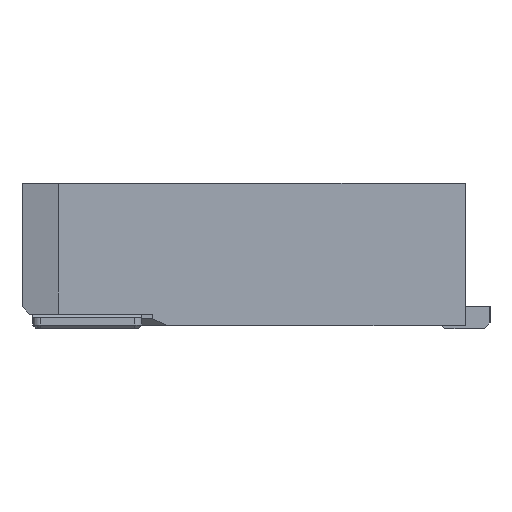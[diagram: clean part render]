
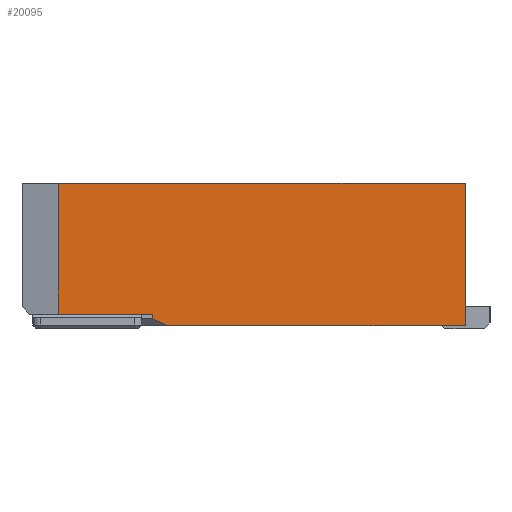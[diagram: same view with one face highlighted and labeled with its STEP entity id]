
A CAD part, left-side view. The second image highlights one B-rep face of the part: STEP entity #20095.
In plain terms, the highlighted planar face has unit normal (-1, 0, 0).
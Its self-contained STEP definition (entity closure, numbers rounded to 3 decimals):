
#41=DIRECTION('',(0.,-1.,0.));
#42=VECTOR('',#41,4.1);
#43=CARTESIAN_POINT('',(-10.875,4.1,-0.98));
#44=LINE('',#43,#42);
#241=DIRECTION('',(0.,0.,1.));
#242=VECTOR('',#241,1.96);
#243=CARTESIAN_POINT('',(-10.875,0.,-0.98));
#244=LINE('',#243,#242);
#4787=DIRECTION('',(0.,-1.,0.));
#4788=VECTOR('',#4787,5.6);
#4789=CARTESIAN_POINT('',(-10.875,5.6,0.98));
#4790=LINE('',#4789,#4788);
#5075=DIRECTION('',(0.,-1.,0.));
#5076=VECTOR('',#5075,1.3);
#5077=CARTESIAN_POINT('',(-10.875,5.6,-0.82));
#5078=LINE('',#5077,#5076);
#5079=DIRECTION('',(0.,0.,1.));
#5080=VECTOR('',#5079,1.8);
#5081=CARTESIAN_POINT('',(-10.875,5.6,-0.82));
#5082=LINE('',#5081,#5080);
#5083=DIRECTION('',(0.,-0.894,-0.447));
#5084=VECTOR('',#5083,0.224);
#5085=CARTESIAN_POINT('',(-10.875,4.3,-0.88));
#5086=LINE('',#5085,#5084);
#5087=DIRECTION('',(0.,0.,-1.));
#5088=VECTOR('',#5087,0.06);
#5089=CARTESIAN_POINT('',(-10.875,4.3,-0.82));
#5090=LINE('',#5089,#5088);
#10843=CARTESIAN_POINT('',(-10.875,5.6,0.98));
#10844=CARTESIAN_POINT('',(-10.875,0.,0.98));
#10845=VERTEX_POINT('',#10843);
#10846=VERTEX_POINT('',#10844);
#10855=CARTESIAN_POINT('',(-10.875,0.,-0.98));
#10856=VERTEX_POINT('',#10855);
#11115=CARTESIAN_POINT('',(-10.875,5.6,-0.82));
#11116=CARTESIAN_POINT('',(-10.875,4.3,-0.82));
#11117=VERTEX_POINT('',#11115);
#11118=VERTEX_POINT('',#11116);
#11119=CARTESIAN_POINT('',(-10.875,4.3,-0.88));
#11120=VERTEX_POINT('',#11119);
#11121=CARTESIAN_POINT('',(-10.875,4.1,-0.98));
#11122=VERTEX_POINT('',#11121);
#20079=CARTESIAN_POINT('',(-10.875,5.6,-0.98));
#20080=DIRECTION('',(-1.,0.,0.));
#20081=DIRECTION('',(0.,-1.,0.));
#20082=AXIS2_PLACEMENT_3D('',#20079,#20080,#20081);
#20083=PLANE('',#20082);
#20085=ORIENTED_EDGE('',*,*,#20084,.F.);
#20087=ORIENTED_EDGE('',*,*,#20086,.T.);
#20088=ORIENTED_EDGE('',*,*,#19659,.T.);
#20089=ORIENTED_EDGE('',*,*,#14409,.F.);
#20090=ORIENTED_EDGE('',*,*,#14203,.F.);
#20091=ORIENTED_EDGE('',*,*,#19515,.F.);
#20092=ORIENTED_EDGE('',*,*,#19533,.F.);
#20093=EDGE_LOOP('',(#20085,#20087,#20088,#20089,#20090,#20091,#20092));
#20094=FACE_OUTER_BOUND('',#20093,.F.);
#20095=ADVANCED_FACE('',(#20094),#20083,.T.);
#14203=EDGE_CURVE('',#11122,#10856,#44,.T.);
#14409=EDGE_CURVE('',#10856,#10846,#244,.T.);
#19515=EDGE_CURVE('',#11120,#11122,#5086,.T.);
#19533=EDGE_CURVE('',#11118,#11120,#5090,.T.);
#19659=EDGE_CURVE('',#10845,#10846,#4790,.T.);
#20084=EDGE_CURVE('',#11117,#11118,#5078,.T.);
#20086=EDGE_CURVE('',#11117,#10845,#5082,.T.);
